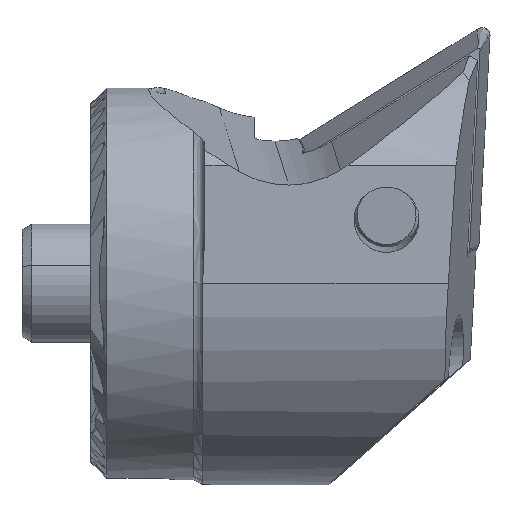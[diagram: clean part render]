
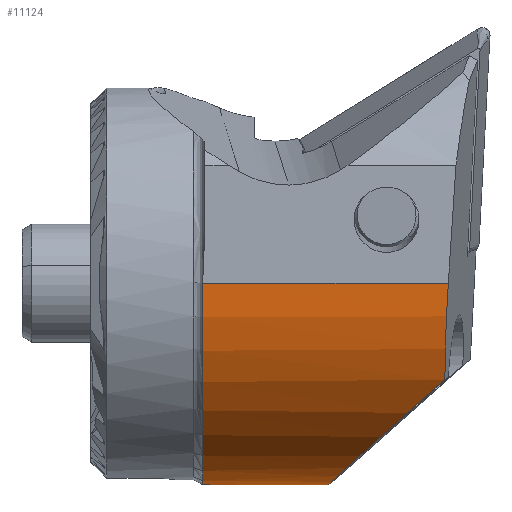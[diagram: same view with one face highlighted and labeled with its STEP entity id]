
A CAD part, front view. The second image highlights one B-rep face of the part: STEP entity #11124.
In plain terms, the highlighted cylindrical face has radius 10.25 mm (diameter 20.5 mm), a partial arc.
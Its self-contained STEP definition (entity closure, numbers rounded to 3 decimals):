
#157 = EDGE_LOOP ( 'NONE', ( #1476, #7581, #7248, #5201, #8414, #991, #10015, #7713, #1919 ) ) ;
#218 = CARTESIAN_POINT ( 'NONE',  ( 19.393, 0., 0. ) ) ;
#441 = CARTESIAN_POINT ( 'NONE',  ( 17.767, -10.25, -1.724 ) ) ;
#466 = CARTESIAN_POINT ( 'NONE',  ( 8., 2.609, -9.912 ) ) ;
#502 = CARTESIAN_POINT ( 'NONE',  ( 8.054, 2.354, -9.976 ) ) ;
#852 = CARTESIAN_POINT ( 'NONE',  ( 5.939, 4.83, 9.045 ) ) ;
#885 = DIRECTION ( 'NONE',  ( 0., 1., 0. ) ) ;
#991 = ORIENTED_EDGE ( 'NONE', *, *, #5150, .F. ) ;
#1109 = CARTESIAN_POINT ( 'NONE',  ( 8.5, 2.119, -10.029 ) ) ;
#1228 = DIRECTION ( 'NONE',  ( -1., 0., 0. ) ) ;
#1231 = EDGE_CURVE ( 'NONE', #10447, #5965, #10920, .T. ) ;
#1320 = CARTESIAN_POINT ( 'NONE',  ( 8., 2.481, -9.946 ) ) ;
#1336 = EDGE_CURVE ( 'NONE', #10447, #1600, #7889, .T. ) ;
#1474 =( BOUNDED_CURVE ( )  B_SPLINE_CURVE ( 3, ( #9050, #9085, #2611, #11834 ),
 .UNSPECIFIED., .F., .T. ) 
 B_SPLINE_CURVE_WITH_KNOTS ( ( 4, 4 ),
 ( 5.222, 6.502 ),
 .UNSPECIFIED. ) 
 CURVE ( )  GEOMETRIC_REPRESENTATION_ITEM ( )  RATIONAL_B_SPLINE_CURVE ( ( 1., 0.868, 0.868, 1. ) ) 
 REPRESENTATION_ITEM ( '' )  );
#1476 = ORIENTED_EDGE ( 'NONE', *, *, #8792, .T. ) ;
#1540 = EDGE_CURVE ( 'NONE', #4545, #6839, #3417, .T. ) ;
#1600 = VERTEX_POINT ( 'NONE', #10659 ) ;
#1619 = DIRECTION ( 'NONE',  ( -1., 0., 0. ) ) ;
#1656 = CARTESIAN_POINT ( 'NONE',  ( 17.879, -10.25, 0. ) ) ;
#1701 = EDGE_CURVE ( 'NONE', #5680, #7269, #7018, .T. ) ;
#1764 = EDGE_CURVE ( 'NONE', #5958, #5965, #8920, .T. ) ;
#1837 = EDGE_CURVE ( 'NONE', #4456, #5958, #8988, .T. ) ;
#1919 = ORIENTED_EDGE ( 'NONE', *, *, #1701, .F. ) ;
#2036 = CYLINDRICAL_SURFACE ( 'NONE', #4044, 10.25 ) ;
#2115 = CARTESIAN_POINT ( 'NONE',  ( 7.677, 5.759, 8.479 ) ) ;
#2562 = DIRECTION ( 'NONE',  ( 1., 0., 0. ) ) ;
#2611 = CARTESIAN_POINT ( 'NONE',  ( 10.921, -2.48, -11. ) ) ;
#2829 = DIRECTION ( 'NONE',  ( -1., 0., 0. ) ) ;
#3114 = AXIS2_PLACEMENT_3D ( 'NONE', #9018, #1619, #4430 ) ;
#3290 = CARTESIAN_POINT ( 'NONE',  ( 17.708, -9.824, -3.394 ) ) ;
#3390 = CARTESIAN_POINT ( 'NONE',  ( 17.706, -8.999, -4.907 ) ) ;
#3417 =( BOUNDED_CURVE ( )  B_SPLINE_CURVE ( 3, ( #11703, #441, #3290, #7094 ),
 .UNSPECIFIED., .F., .T. ) 
 B_SPLINE_CURVE_WITH_KNOTS ( ( 4, 4 ),
 ( 5.776, 6.275 ),
 .UNSPECIFIED. ) 
 CURVE ( )  GEOMETRIC_REPRESENTATION_ITEM ( )  RATIONAL_B_SPLINE_CURVE ( ( 1., 0.979, 0.979, 1. ) ) 
 REPRESENTATION_ITEM ( '' )  );
#3768 = CARTESIAN_POINT ( 'NONE',  ( 8.5, 2.119, -10.029 ) ) ;
#3944 = CARTESIAN_POINT ( 'NONE',  ( 6.486, 5.262, 8.799 ) ) ;
#3995 = CARTESIAN_POINT ( 'NONE',  ( 7.205, 5.614, 8.576 ) ) ;
#4044 = AXIS2_PLACEMENT_3D ( 'NONE', #218, #1228, #6704 ) ;
#4066 = FACE_OUTER_BOUND ( 'NONE', #157, .T. ) ;
#4430 = DIRECTION ( 'NONE',  ( 0., 0., 1. ) ) ;
#4456 = VERTEX_POINT ( 'NONE', #10742 ) ;
#4545 = VERTEX_POINT ( 'NONE', #1656 ) ;
#4993 = AXIS2_PLACEMENT_3D ( 'NONE', #8229, #2829, #885 ) ;
#5150 = EDGE_CURVE ( 'NONE', #6839, #1600, #1474, .T. ) ;
#5201 = ORIENTED_EDGE ( 'NONE', *, *, #1231, .F. ) ;
#5445 = CARTESIAN_POINT ( 'NONE',  ( 19.393, 2.119, -10.029 ) ) ;
#5470 = CARTESIAN_POINT ( 'NONE',  ( 5.656, 4.59, 9.169 ) ) ;
#5680 = VERTEX_POINT ( 'NONE', #5699 ) ;
#5699 = CARTESIAN_POINT ( 'NONE',  ( 5.387, 4.346, 9.283 ) ) ;
#5928 = CARTESIAN_POINT ( 'NONE',  ( 8., 5.821, 8.437 ) ) ;
#5958 = VERTEX_POINT ( 'NONE', #5928 ) ;
#5965 = VERTEX_POINT ( 'NONE', #8753 ) ;
#6704 = DIRECTION ( 'NONE',  ( 0., 0., 1. ) ) ;
#6839 = VERTEX_POINT ( 'NONE', #3390 ) ;
#6995 = CARTESIAN_POINT ( 'NONE',  ( 19.393, -10.25, 0. ) ) ;
#7018 = CIRCLE ( 'NONE', #3114, 10.25 ) ;
#7094 = CARTESIAN_POINT ( 'NONE',  ( 17.706, -8.999, -4.907 ) ) ;
#7248 = ORIENTED_EDGE ( 'NONE', *, *, #1764, .T. ) ;
#7269 = VERTEX_POINT ( 'NONE', #7870 ) ;
#7336 = CARTESIAN_POINT ( 'NONE',  ( 6.237, 5.065, 8.911 ) ) ;
#7546 = VECTOR ( 'NONE', #11654, 1000. ) ;
#7574 = CARTESIAN_POINT ( 'NONE',  ( 7.361, 5.669, 8.54 ) ) ;
#7581 = ORIENTED_EDGE ( 'NONE', *, *, #1837, .T. ) ;
#7606 = CARTESIAN_POINT ( 'NONE',  ( 8.238, 2.173, -10.018 ) ) ;
#7649 = CARTESIAN_POINT ( 'NONE',  ( 6.237, 5.065, 8.911 ) ) ;
#7713 = ORIENTED_EDGE ( 'NONE', *, *, #10885, .T. ) ;
#7870 = CARTESIAN_POINT ( 'NONE',  ( 5.387, -10.25, 0. ) ) ;
#7889 = LINE ( 'NONE', #5445, #10638 ) ;
#8229 = CARTESIAN_POINT ( 'NONE',  ( 8., 0., 0. ) ) ;
#8414 = ORIENTED_EDGE ( 'NONE', *, *, #1336, .T. ) ;
#8614 = CARTESIAN_POINT ( 'NONE',  ( 6.759, 5.423, 8.699 ) ) ;
#8753 = CARTESIAN_POINT ( 'NONE',  ( 8., 2.609, -9.912 ) ) ;
#8792 = EDGE_CURVE ( 'NONE', #5680, #4456, #11509, .T. ) ;
#8920 = CIRCLE ( 'NONE', #4993, 10.25 ) ;
#8988 = B_SPLINE_CURVE_WITH_KNOTS ( 'NONE', 3,
 ( #7649, #3944, #8614, #3995, #7574, #2115, #9504, #11267 ),
 .UNSPECIFIED., .F., .F.,
 ( 4, 2, 2, 4 ),
 ( 0., 0.001, 0.001, 0.002 ),
 .UNSPECIFIED. ) ;
#9018 = CARTESIAN_POINT ( 'NONE',  ( 5.387, 0., 0. ) ) ;
#9050 = CARTESIAN_POINT ( 'NONE',  ( 17.706, -8.999, -4.907 ) ) ;
#9085 = CARTESIAN_POINT ( 'NONE',  ( 13.085, -6.749, -9.034 ) ) ;
#9504 = CARTESIAN_POINT ( 'NONE',  ( 7.837, 5.795, 8.455 ) ) ;
#9556 = CARTESIAN_POINT ( 'NONE',  ( 8.367, 2.119, -10.029 ) ) ;
#10015 = ORIENTED_EDGE ( 'NONE', *, *, #1540, .F. ) ;
#10097 = CARTESIAN_POINT ( 'NONE',  ( 5.387, 4.346, 9.283 ) ) ;
#10309 = LINE ( 'NONE', #6995, #7546 ) ;
#10447 = VERTEX_POINT ( 'NONE', #3768 ) ;
#10638 = VECTOR ( 'NONE', #2562, 1000. ) ;
#10659 = CARTESIAN_POINT ( 'NONE',  ( 12.071, 2.119, -10.029 ) ) ;
#10742 = CARTESIAN_POINT ( 'NONE',  ( 6.237, 5.065, 8.911 ) ) ;
#10885 = EDGE_CURVE ( 'NONE', #4545, #7269, #10309, .T. ) ;
#10920 = B_SPLINE_CURVE_WITH_KNOTS ( 'NONE', 3,
 ( #1109, #9556, #7606, #502, #1320, #466 ),
 .UNSPECIFIED., .F., .F.,
 ( 4, 2, 4 ),
 ( 0., 0., 0.001 ),
 .UNSPECIFIED. ) ;
#11124 = ADVANCED_FACE ( 'NONE', ( #4066 ), #2036, .T. ) ;
#11267 = CARTESIAN_POINT ( 'NONE',  ( 8., 5.821, 8.437 ) ) ;
#11509 =( BOUNDED_CURVE ( )  B_SPLINE_CURVE ( 3, ( #10097, #5470, #852, #7336 ),
 .UNSPECIFIED., .F., .T. ) 
 B_SPLINE_CURVE_WITH_KNOTS ( ( 4, 4 ),
 ( 0.609, 0.688 ),
 .UNSPECIFIED. ) 
 CURVE ( )  GEOMETRIC_REPRESENTATION_ITEM ( )  RATIONAL_B_SPLINE_CURVE ( ( 1., 0.999, 0.999, 1. ) ) 
 REPRESENTATION_ITEM ( '' )  );
#11654 = DIRECTION ( 'NONE',  ( -1., 0., 0. ) ) ;
#11703 = CARTESIAN_POINT ( 'NONE',  ( 17.879, -10.25, 0. ) ) ;
#11834 = CARTESIAN_POINT ( 'NONE',  ( 12.071, 2.119, -10.029 ) ) ;
